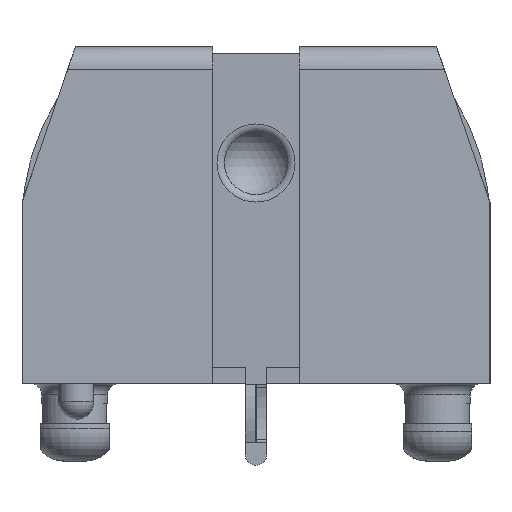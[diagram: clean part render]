
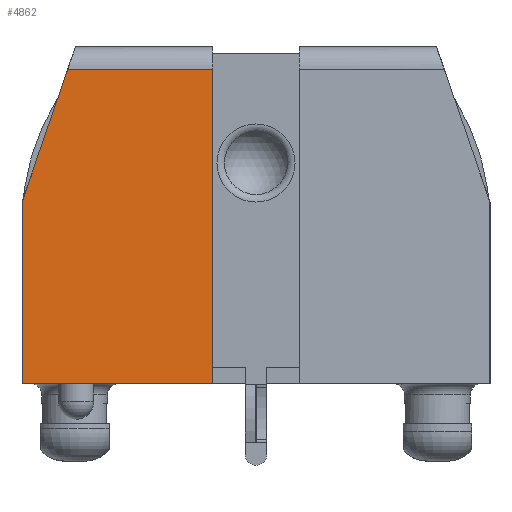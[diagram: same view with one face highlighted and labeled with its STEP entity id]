
A CAD part, left-side view. The second image highlights one B-rep face of the part: STEP entity #4862.
In plain terms, the highlighted planar face has unit normal (-1, 0, 0.018).
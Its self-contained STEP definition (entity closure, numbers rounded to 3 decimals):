
#501=ORIENTED_EDGE('',*,*,#1535,.F.);
#502=ORIENTED_EDGE('',*,*,#1520,.T.);
#503=ORIENTED_EDGE('',*,*,#1536,.F.);
#504=ORIENTED_EDGE('',*,*,#1537,.F.);
#505=ORIENTED_EDGE('',*,*,#1538,.F.);
#1520=EDGE_CURVE('',#2042,#2040,#2399,.T.);
#1535=EDGE_CURVE('',#2042,#2056,#2407,.T.);
#1536=EDGE_CURVE('',#2057,#2040,#2408,.T.);
#1537=EDGE_CURVE('',#2058,#2057,#2409,.T.);
#1538=EDGE_CURVE('',#2056,#2058,#2410,.T.);
#2040=VERTEX_POINT('',#6779);
#2042=VERTEX_POINT('',#6782);
#2056=VERTEX_POINT('',#6824);
#2057=VERTEX_POINT('',#6826);
#2058=VERTEX_POINT('',#6828);
#2399=LINE('',#6781,#2821);
#2407=LINE('',#6823,#2829);
#2408=LINE('',#6825,#2830);
#2409=LINE('',#6827,#2831);
#2410=LINE('',#6829,#2832);
#2821=VECTOR('',#5640,1000.);
#2829=VECTOR('',#5664,1000.);
#2830=VECTOR('',#5665,1000.);
#2831=VECTOR('',#5666,1000.);
#2832=VECTOR('',#5667,1000.);
#3178=EDGE_LOOP('',(#501,#502,#503,#504,#505));
#3400=FACE_BOUND('',#3178,.T.);
#3599=PLANE('',#5124);
#4862=ADVANCED_FACE('',(#3400),#3599,.T.);
#5124=AXIS2_PLACEMENT_3D('',#6822,#5662,#5663);
#5640=DIRECTION('',(0.,1.,0.));
#5662=DIRECTION('',(-1.,0.,0.017));
#5663=DIRECTION('',(-0.017,0.,-1.));
#5664=DIRECTION('',(-0.017,0.,-1.));
#5665=DIRECTION('',(0.017,-0.326,0.945));
#5666=DIRECTION('',(0.017,0.,1.));
#5667=DIRECTION('',(0.,1.,0.));
#6779=CARTESIAN_POINT('',(-38.285,8.307,13.861));
#6781=CARTESIAN_POINT('',(-38.285,7.964,13.861));
#6782=CARTESIAN_POINT('',(-38.285,1.905,13.861));
#6822=CARTESIAN_POINT('',(-38.557,10.325,-1.727));
#6823=CARTESIAN_POINT('',(-38.557,1.905,-1.727));
#6824=CARTESIAN_POINT('',(-38.527,1.905,0.001));
#6825=CARTESIAN_POINT('',(-38.539,13.32,-0.696));
#6826=CARTESIAN_POINT('',(-38.387,10.325,8.002));
#6827=CARTESIAN_POINT('',(-38.557,10.325,-1.727));
#6828=CARTESIAN_POINT('',(-38.527,10.325,0.001));
#6829=CARTESIAN_POINT('',(-38.527,10.325,0.001));
